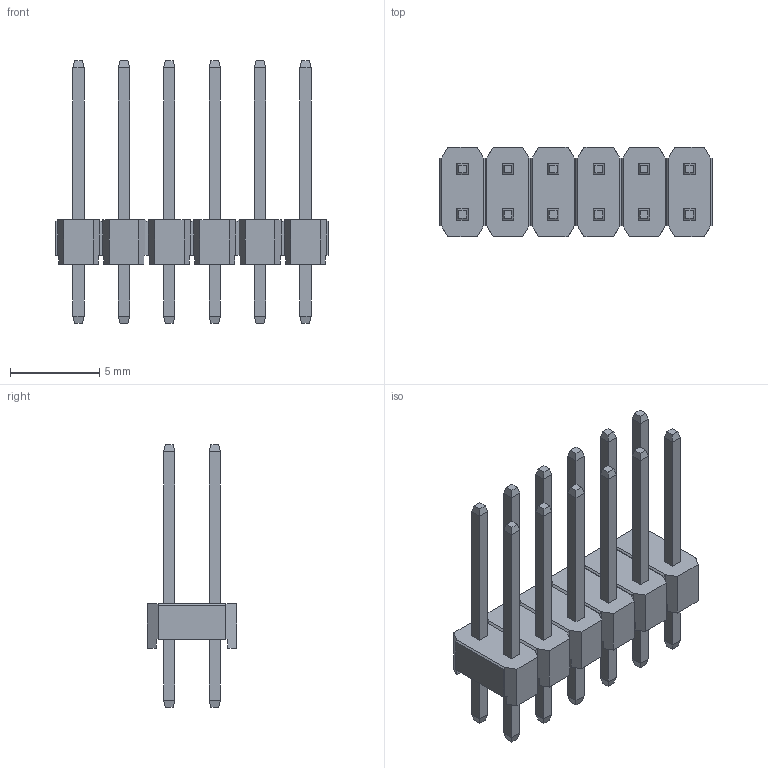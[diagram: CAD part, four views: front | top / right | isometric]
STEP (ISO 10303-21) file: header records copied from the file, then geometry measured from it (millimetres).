
FILE_DESCRIPTION(/* description */ (''),/* implementation_level */ '2;1');
FILE_NAME(/* name */ '944-15-012-xx.stp',/* time_stamp */ '2017-07-11T11:25:35+02:00',/* author */ ('andreas.larin'),/* organization */ (''),/* preprocessor_version */ 'ST-DEVELOPER v15.6',/* originating_system */ 'Autodesk Inventor 2015',/* authorisation */ '');
FILE_SCHEMA (('AUTOMOTIVE_DESIGN { 1 0 10303 214 3 1 1 }'));
Length unit declared in the file: centimetre
Products named in the file (1): 944-15-012-xx
Bounding box: 15.24 x 5 x 14.7 mm (x, y, z)
Volume: 210.6 mm3; surface area: 647.3 mm2
Topology: 1 solids, 1 shells, 311 faces, 735 edges, 450 vertices
Faces by surface type: plane 311
Entity records: 8613 total; most frequent: CARTESIAN_POINT 1497, ORIENTED_EDGE 1470, DIRECTION 1359, LINE 735, VECTOR 735, EDGE_CURVE 735, VERTEX_POINT 450, EDGE_LOOP 335
